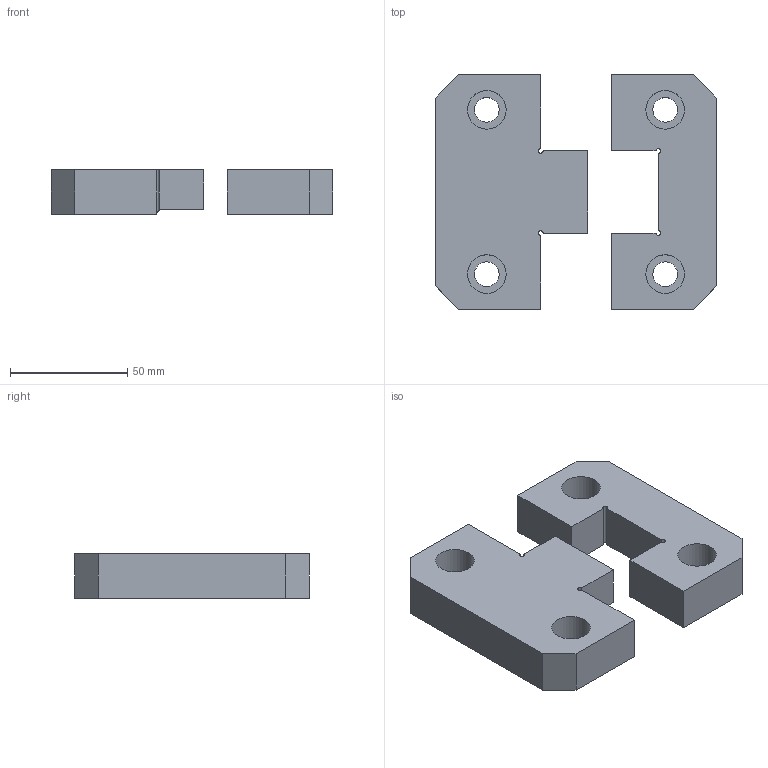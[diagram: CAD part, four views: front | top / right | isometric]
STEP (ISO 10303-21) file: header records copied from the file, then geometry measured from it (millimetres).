
FILE_DESCRIPTION( ( 'STEP AP214' ), ' ' );
FILE_NAME( 'LAT1100.stp', '2016-02-26T14:34:48', ( '' ), ( '' ), ' ', 'PARTsolutions', ' ' );
FILE_SCHEMA( ( 'AUTOMOTIVE_DESIGN { 1 0 10303 214 1 1 1 1 }' ) );
Length unit declared in the file: millimetre
Products named in the file (3): LAT1100; _LAT 1100_2; _LAT 1100_1
Assembly tree (2 placements, depth 2):
  LAT1100
    _LAT 1100_2
    _LAT 1100_1
Bounding box: 120 x 100 x 19 mm (x, y, z)
Volume: 152898.2 mm3; surface area: 32485.7 mm2
Topology: 2 solids, 2 shells, 42 faces, 102 edges, 68 vertices
Faces by surface type: plane 29, cylinder 13
Full cylindrical faces by diameter (mm): 10.5 x4, 16.5 x4
Entity records: 1624 total; most frequent: CARTESIAN_POINT 237, DIRECTION 208, ORIENTED_EDGE 188, EDGE_CURVE 94, AXIS2_PLACEMENT_3D 71, VERTEX_POINT 68, LINE 66, VECTOR 66
